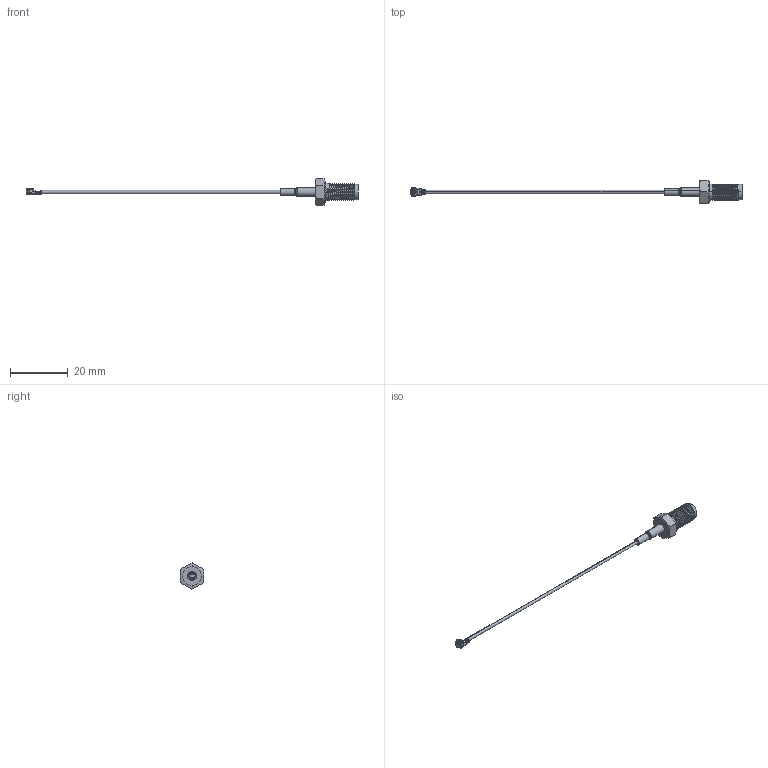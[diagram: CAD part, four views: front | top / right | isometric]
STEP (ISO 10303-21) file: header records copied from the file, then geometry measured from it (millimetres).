
FILE_DESCRIPTION (( 'STEP AP214' ), '1' );
FILE_NAME ('CAB.011_WEB.STEP', '2025-03-24T07:10:24', ( '' ), ( '' ), 'SwSTEP 2.0', 'SolidWorks 2022', '' );
FILE_SCHEMA (( 'AUTOMOTIVE_DESIGN' ));
Length unit declared in the file: millimetre
Products named in the file (1): CAB.011_WEB
Bounding box: 115.14 x 8 x 9.24 mm (x, y, z)
Surface area: 1077.3 mm2 (no closed solid volume)
Topology: 0 solids, 9 shells, 353 faces, 1265 edges, 872 vertices
Faces by surface type: plane 139, cylinder 120, bspline 49, cone 24, torus 19, sphere 2
Entity records: 32416 total; most frequent: CARTESIAN_POINT 18759, ORIENTED_EDGE 2116, DIRECTION 1757, EDGE_CURVE 1261, VERTEX_POINT 872, VECTOR 673, LINE 673, AXIS2_PLACEMENT_3D 542
